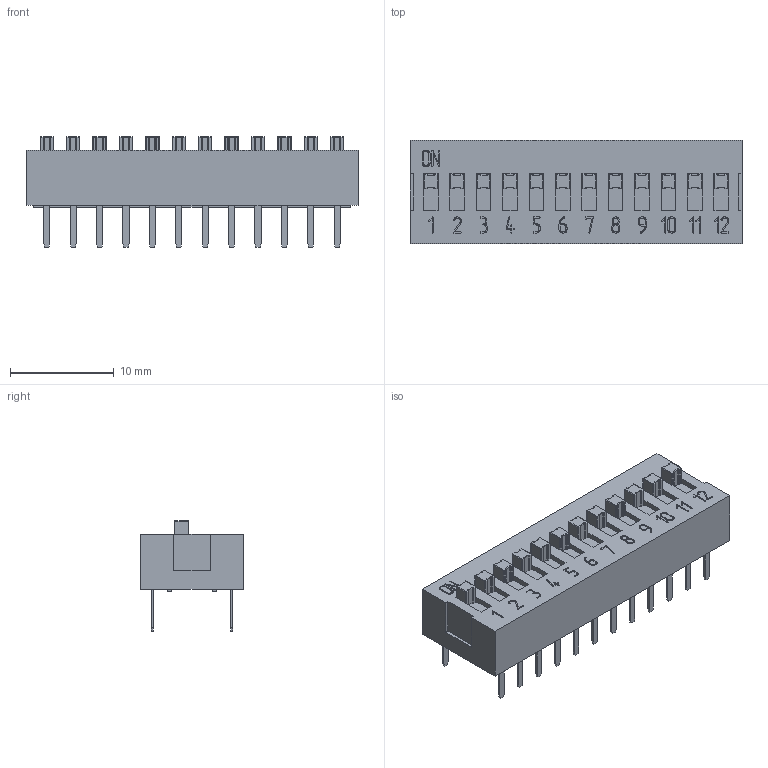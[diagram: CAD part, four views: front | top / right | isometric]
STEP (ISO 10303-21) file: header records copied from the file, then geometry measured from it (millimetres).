
FILE_DESCRIPTION(('STEP AP214'), '1');
FILE_NAME('DS1040 (DIP_switch)', '2018-05-03T07:36:47', ('Chugay'), (''), 'ASCON STEP Converter 1.3', 'ASCON Math Kernel', '');
FILE_SCHEMA(('AUTOMOTIVE_DESIGN { 1 0 10303 214 3 1 1}'));
Length unit declared in the file: millimetre
Bounding box: 31.94 x 9.9 x 10.65 mm (x, y, z)
Volume: 1691.9 mm3; surface area: 1439.7 mm2
Topology: 1 solids, 1 shells, 1751 faces, 4786 edges, 3014 vertices
Faces by surface type: plane 1048, cylinder 559, sphere 96, torus 48
Entity records: 68290 total; most frequent: CARTESIAN_POINT 9458, DIRECTION 9408, ORIENTED_EDGE 9380, EDGE_CURVE 4690, LINE 3476, VECTOR 3476, VERTEX_POINT 3016, AXIS2_PLACEMENT_3D 2966
